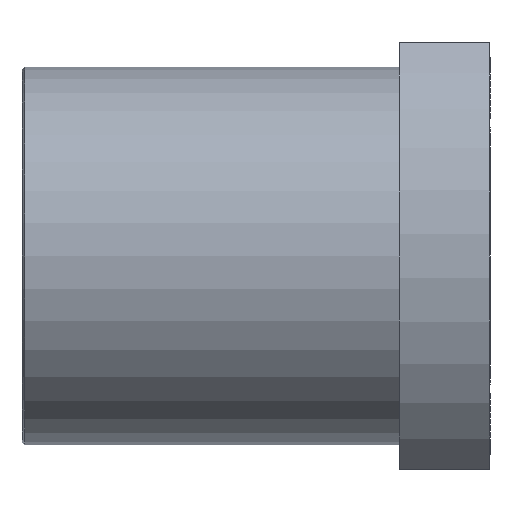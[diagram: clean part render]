
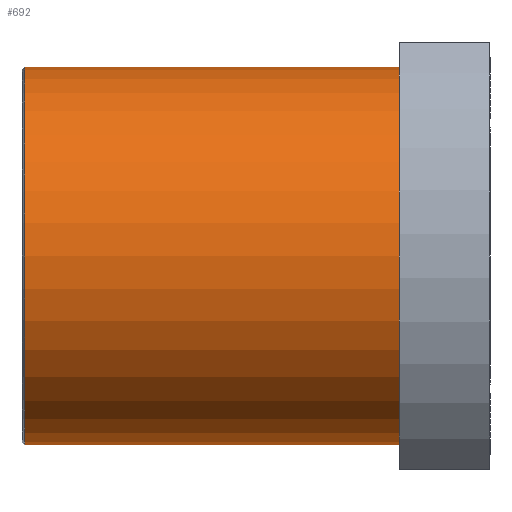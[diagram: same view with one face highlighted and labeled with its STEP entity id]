
A CAD part, front view. The second image highlights one B-rep face of the part: STEP entity #692.
In plain terms, the highlighted cylindrical face has radius 37.5 mm (diameter 75 mm), a partial arc.
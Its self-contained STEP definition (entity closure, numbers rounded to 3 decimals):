
#96 = DIRECTION ( 'NONE',  ( -1., 0., 0. ) ) ;
#113 = DIRECTION ( 'NONE',  ( 0., 0., 1. ) ) ;
#114 = CIRCLE ( 'NONE', #878, 37.5 ) ;
#140 = ORIENTED_EDGE ( 'NONE', *, *, #1069, .T. ) ;
#201 = FACE_OUTER_BOUND ( 'NONE', #945, .T. ) ;
#255 = DIRECTION ( 'NONE',  ( 0., 0., -1. ) ) ;
#326 = AXIS2_PLACEMENT_3D ( 'NONE', #441, #863, #113 ) ;
#332 = ORIENTED_EDGE ( 'NONE', *, *, #617, .T. ) ;
#361 = DIRECTION ( 'NONE',  ( -1., 0., 0. ) ) ;
#376 = ORIENTED_EDGE ( 'NONE', *, *, #827, .T. ) ;
#430 = DIRECTION ( 'NONE',  ( -1., 0., 0. ) ) ;
#434 = VECTOR ( 'NONE', #430, 1000. ) ;
#441 = CARTESIAN_POINT ( 'NONE',  ( -340.807, 0., 0. ) ) ;
#446 = LINE ( 'NONE', #715, #479 ) ;
#479 = VECTOR ( 'NONE', #361, 1000. ) ;
#514 = CARTESIAN_POINT ( 'NONE',  ( -36.059, 0., 0. ) ) ;
#617 = EDGE_CURVE ( 'NONE', #681, #839, #114, .T. ) ;
#646 = VERTEX_POINT ( 'NONE', #775 ) ;
#651 = EDGE_CURVE ( 'NONE', #646, #839, #859, .T. ) ;
#652 = CIRCLE ( 'NONE', #869, 37.5 ) ;
#681 = VERTEX_POINT ( 'NONE', #1024 ) ;
#692 = ADVANCED_FACE ( 'NONE', ( #201 ), #1093, .T. ) ;
#714 = CARTESIAN_POINT ( 'NONE',  ( 38.441, 0., 0. ) ) ;
#715 = CARTESIAN_POINT ( 'NONE',  ( -340.807, 0., 37.5 ) ) ;
#769 = ORIENTED_EDGE ( 'NONE', *, *, #651, .F. ) ;
#775 = CARTESIAN_POINT ( 'NONE',  ( 38.441, 0., -37.5 ) ) ;
#776 = CARTESIAN_POINT ( 'NONE',  ( 38.441, 0., 37.5 ) ) ;
#827 = EDGE_CURVE ( 'NONE', #646, #912, #652, .T. ) ;
#839 = VERTEX_POINT ( 'NONE', #1061 ) ;
#841 = CARTESIAN_POINT ( 'NONE',  ( -340.807, 0., -37.5 ) ) ;
#859 = LINE ( 'NONE', #841, #434 ) ;
#863 = DIRECTION ( 'NONE',  ( -1., 0., 0. ) ) ;
#869 = AXIS2_PLACEMENT_3D ( 'NONE', #714, #96, #1048 ) ;
#878 = AXIS2_PLACEMENT_3D ( 'NONE', #514, #1020, #255 ) ;
#912 = VERTEX_POINT ( 'NONE', #776 ) ;
#945 = EDGE_LOOP ( 'NONE', ( #769, #376, #140, #332 ) ) ;
#1020 = DIRECTION ( 'NONE',  ( 1., 0., 0. ) ) ;
#1024 = CARTESIAN_POINT ( 'NONE',  ( -36.059, 0., 37.5 ) ) ;
#1048 = DIRECTION ( 'NONE',  ( 0., 0., 1. ) ) ;
#1061 = CARTESIAN_POINT ( 'NONE',  ( -36.059, 0., -37.5 ) ) ;
#1069 = EDGE_CURVE ( 'NONE', #912, #681, #446, .T. ) ;
#1093 = CYLINDRICAL_SURFACE ( 'NONE', #326, 37.5 ) ;
